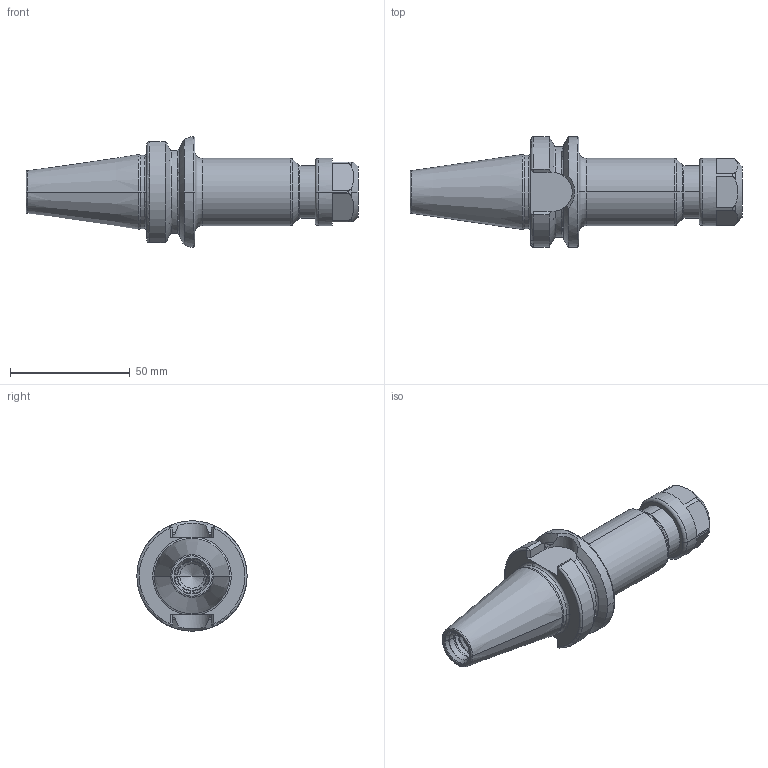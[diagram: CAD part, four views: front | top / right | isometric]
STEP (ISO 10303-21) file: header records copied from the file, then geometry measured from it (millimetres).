
FILE_DESCRIPTION((''),'2;1');
FILE_NAME('30-528-16_ASM','2014-06-12T',('mei'),(''),'PRO/ENGINEER BY PARAMETRIC TECHNOLOGY CORPORATION, 2010430','PRO/ENGINEER BY PARAMETRIC TECHNOLOGY CORPORATION, 2010430','');
FILE_SCHEMA(('CONFIG_CONTROL_DESIGN'));
Length unit declared in the file: millimetre
Products named in the file (3): 30-528-16; 83-912-16; 30-528-16_ASM
Assembly tree (2 placements, depth 2):
  30-528-16_ASM
    30-528-16
    83-912-16
Bounding box: 138.4 x 45.98 x 45.98 mm (x, y, z)
Volume: 82632.8 mm3; surface area: 20495.3 mm2
Topology: 2 solids, 3 shells, 135 faces, 328 edges, 199 vertices
Faces by surface type: plane 41, torus 34, cylinder 30, cone 24, bspline 6
Entity records: 4519 total; most frequent: CARTESIAN_POINT 1296, DIRECTION 690, ORIENTED_EDGE 644, EDGE_CURVE 324, AXIS2_PLACEMENT_3D 290, VERTEX_POINT 199, CIRCLE 154, EDGE_LOOP 143
